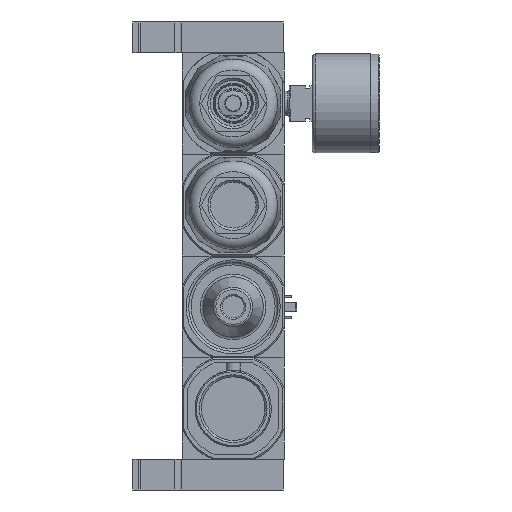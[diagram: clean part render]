
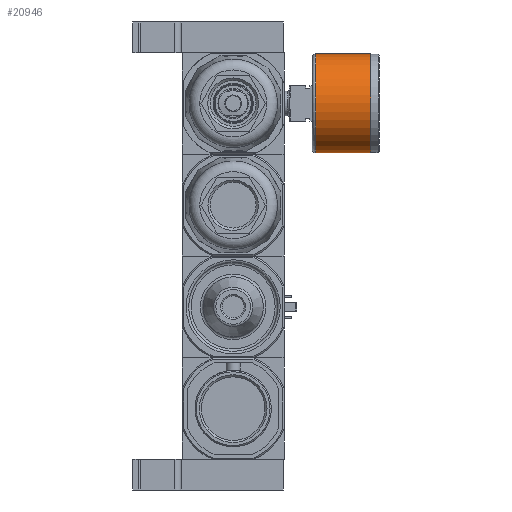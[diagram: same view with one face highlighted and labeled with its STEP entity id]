
A CAD part, front view. The second image highlights one B-rep face of the part: STEP entity #20946.
In plain terms, the highlighted cylindrical face has radius 19.5 mm (diameter 39 mm), a full revolution.
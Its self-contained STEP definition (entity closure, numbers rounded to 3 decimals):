
#844=CYLINDRICAL_SURFACE('',#29983,19.5);
#1661=CIRCLE('',#29982,19.5);
#1662=CIRCLE('',#29984,19.5);
#4671=ORIENTED_EDGE('',*,*,#9564,.F.);
#4672=ORIENTED_EDGE('',*,*,#9565,.T.);
#9564=EDGE_CURVE('',#12232,#12232,#1661,.T.);
#9565=EDGE_CURVE('',#12233,#12233,#1662,.T.);
#12232=VERTEX_POINT('',#40899);
#12233=VERTEX_POINT('',#40902);
#17019=EDGE_LOOP('',(#4671));
#17020=EDGE_LOOP('',(#4672));
#18722=FACE_BOUND('',#17019,.T.);
#18723=FACE_BOUND('',#17020,.T.);
#20946=ADVANCED_FACE('',(#18722,#18723),#844,.T.);
#29982=AXIS2_PLACEMENT_3D('',#40898,#33974,#33975);
#29983=AXIS2_PLACEMENT_3D('',#40900,#33976,#33977);
#29984=AXIS2_PLACEMENT_3D('',#40901,#33978,#33979);
#33974=DIRECTION('',(1.,0.,0.));
#33975=DIRECTION('',(0.,0.,-1.));
#33976=DIRECTION('',(1.,0.,0.));
#33977=DIRECTION('',(0.,0.,-1.));
#33978=DIRECTION('',(1.,0.,0.));
#33979=DIRECTION('',(0.,0.,-1.));
#40898=CARTESIAN_POINT('',(-3.2,0.,0.));
#40899=CARTESIAN_POINT('',(-3.2,0.,-19.5));
#40900=CARTESIAN_POINT('',(0.,0.,0.));
#40901=CARTESIAN_POINT('',(-24.85,0.,0.));
#40902=CARTESIAN_POINT('',(-24.85,0.,-19.5));
